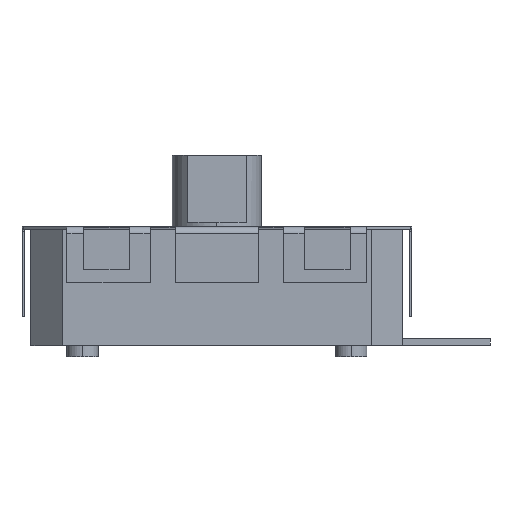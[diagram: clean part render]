
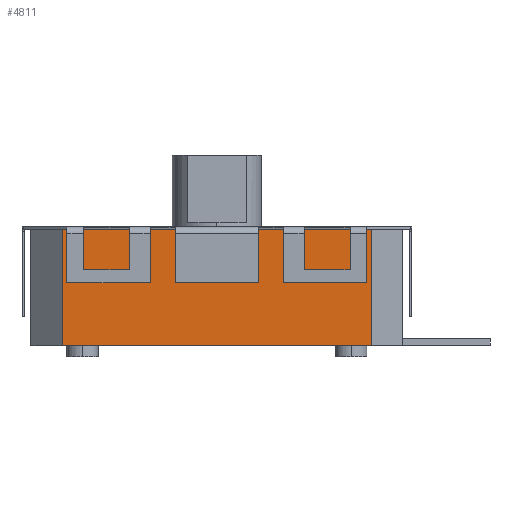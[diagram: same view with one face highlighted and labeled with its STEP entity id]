
A CAD part, left-side view. The second image highlights one B-rep face of the part: STEP entity #4811.
In plain terms, the highlighted planar face has unit normal (-1, 0, 0).
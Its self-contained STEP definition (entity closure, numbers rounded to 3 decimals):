
#8 = VECTOR ( 'NONE', #7985, 1000. ) ;
#698 = LINE ( 'NONE', #3329, #6792 ) ;
#847 = EDGE_CURVE ( 'NONE', #14003, #8856, #12902, .T. ) ;
#1959 = LINE ( 'NONE', #10898, #8 ) ;
#2980 = VECTOR ( 'NONE', #10995, 1000. ) ;
#3068 = DIRECTION ( 'NONE',  ( 1., 0., 0. ) ) ;
#3329 = CARTESIAN_POINT ( 'NONE',  ( -8.2, -6.9, -0.1 ) ) ;
#4811 = ADVANCED_FACE ( 'NONE', ( #25562 ), #18729, .F. ) ;
#5446 = CARTESIAN_POINT ( 'NONE',  ( -8.2, 6.9, -5.3 ) ) ;
#5824 = CARTESIAN_POINT ( 'NONE',  ( -8.2, -6.9, -5.3 ) ) ;
#6792 = VECTOR ( 'NONE', #10071, 1000. ) ;
#7599 = LINE ( 'NONE', #5446, #19477 ) ;
#7835 = EDGE_CURVE ( 'NONE', #8856, #14326, #698, .T. ) ;
#7985 = DIRECTION ( 'NONE',  ( 0., 1., 0. ) ) ;
#8036 = CARTESIAN_POINT ( 'NONE',  ( -8.2, -6.9, -5.3 ) ) ;
#8856 = VERTEX_POINT ( 'NONE', #22274 ) ;
#10071 = DIRECTION ( 'NONE',  ( 0., 1., 0. ) ) ;
#10898 = CARTESIAN_POINT ( 'NONE',  ( -8.2, -6.9, -5.3 ) ) ;
#10995 = DIRECTION ( 'NONE',  ( 0., 0., 1. ) ) ;
#11842 = ORIENTED_EDGE ( 'NONE', *, *, #847, .T. ) ;
#12902 = LINE ( 'NONE', #14944, #2980 ) ;
#13072 = ORIENTED_EDGE ( 'NONE', *, *, #7835, .T. ) ;
#14003 = VERTEX_POINT ( 'NONE', #5824 ) ;
#14326 = VERTEX_POINT ( 'NONE', #26374 ) ;
#14346 = DIRECTION ( 'NONE',  ( 0., 0., 1. ) ) ;
#14944 = CARTESIAN_POINT ( 'NONE',  ( -8.2, -6.9, -5.3 ) ) ;
#15045 = VERTEX_POINT ( 'NONE', #17768 ) ;
#17768 = CARTESIAN_POINT ( 'NONE',  ( -8.2, 6.9, -5.3 ) ) ;
#18221 = ORIENTED_EDGE ( 'NONE', *, *, #22450, .F. ) ;
#18729 = PLANE ( 'NONE',  #25930 ) ;
#19477 = VECTOR ( 'NONE', #14346, 1000. ) ;
#19508 = EDGE_LOOP ( 'NONE', ( #13072, #26844, #18221, #11842 ) ) ;
#19591 = EDGE_CURVE ( 'NONE', #15045, #14326, #7599, .T. ) ;
#20902 = DIRECTION ( 'NONE',  ( 0., 0., -1. ) ) ;
#22274 = CARTESIAN_POINT ( 'NONE',  ( -8.2, -6.9, -0.1 ) ) ;
#22450 = EDGE_CURVE ( 'NONE', #14003, #15045, #1959, .T. ) ;
#25562 = FACE_OUTER_BOUND ( 'NONE', #19508, .T. ) ;
#25930 = AXIS2_PLACEMENT_3D ( 'NONE', #8036, #3068, #20902 ) ;
#26374 = CARTESIAN_POINT ( 'NONE',  ( -8.2, 6.9, -0.1 ) ) ;
#26844 = ORIENTED_EDGE ( 'NONE', *, *, #19591, .F. ) ;
